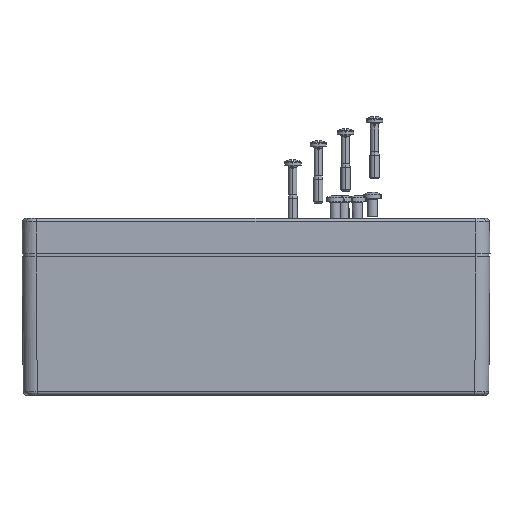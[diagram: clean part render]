
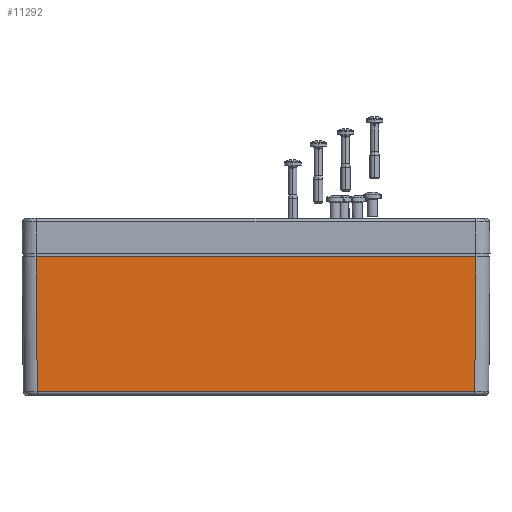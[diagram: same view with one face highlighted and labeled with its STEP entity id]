
A CAD part, top view. The second image highlights one B-rep face of the part: STEP entity #11292.
In plain terms, the highlighted planar face has unit normal (0, -0.009, 1).
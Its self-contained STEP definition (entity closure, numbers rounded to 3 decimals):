
#5579 = VERTEX_POINT ( 'NONE', #17138 ) ;
#8864 = VERTEX_POINT ( 'NONE', #28457 ) ;
#10119 = EDGE_CURVE ( 'NONE', #5579, #8864, #32033, .T. ) ;
#11174 = ORIENTED_EDGE ( 'NONE', *, *, #10119, .T. ) ;
#11207 = ORIENTED_EDGE ( 'NONE', *, *, #11242, .T. ) ;
#11226 = ORIENTED_EDGE ( 'NONE', *, *, #29231, .T. ) ;
#11242 = EDGE_CURVE ( 'NONE', #29479, #5579, #35175, .T. ) ;
#11265 = ORIENTED_EDGE ( 'NONE', *, *, #11266, .T. ) ;
#11266 = EDGE_CURVE ( 'NONE', #8864, #29038, #35219, .T. ) ;
#11276 = EDGE_LOOP ( 'NONE', ( #11265, #11226, #11207, #11174 ) ) ;
#11292 = ADVANCED_FACE ( 'NONE', ( #35239 ), #35245, .T. ) ;
#17138 = CARTESIAN_POINT ( 'NONE',  ( -93.472, -60.513, 59.472 ) ) ;
#28457 = CARTESIAN_POINT ( 'NONE',  ( 93.472, -60.513, 59.472 ) ) ;
#29038 = VERTEX_POINT ( 'NONE', #43737 ) ;
#29231 = EDGE_CURVE ( 'NONE', #29038, #29479, #43778, .T. ) ;
#29479 = VERTEX_POINT ( 'NONE', #43768 ) ;
#32030 = DIRECTION ( 'NONE',  ( 1., 0., 0. ) ) ;
#32031 = VECTOR ( 'NONE', #32030, 1000. ) ;
#32032 = CARTESIAN_POINT ( 'NONE',  ( -100., -60.513, 59.472 ) ) ;
#32033 = LINE ( 'NONE', #32032, #32031 ) ;
#35172 = DIRECTION ( 'NONE',  ( 0.009, -1., -0.009 ) ) ;
#35173 = VECTOR ( 'NONE', #35172, 1000. ) ;
#35174 = CARTESIAN_POINT ( 'NONE',  ( -94.001, 0.052, 60. ) ) ;
#35175 = LINE ( 'NONE', #35174, #35173 ) ;
#35197 = DIRECTION ( 'NONE',  ( 0.009, 1., 0.009 ) ) ;
#35198 = VECTOR ( 'NONE', #35197, 1000. ) ;
#35199 = CARTESIAN_POINT ( 'NONE',  ( 93.985, -1.693, 59.985 ) ) ;
#35219 = LINE ( 'NONE', #35199, #35198 ) ;
#35233 = DIRECTION ( 'NONE',  ( 0., -1., -0.009 ) ) ;
#35234 = DIRECTION ( 'NONE',  ( 0., -0.009, 1. ) ) ;
#35235 = CARTESIAN_POINT ( 'NONE',  ( -100., 0., 60. ) ) ;
#35238 = AXIS2_PLACEMENT_3D ( 'NONE', #35235, #35234, #35233 ) ;
#35239 = FACE_OUTER_BOUND ( 'NONE', #11276, .T. ) ;
#35245 = PLANE ( 'NONE',  #35238 ) ;
#43737 = CARTESIAN_POINT ( 'NONE',  ( 93.974, -3., 59.974 ) ) ;
#43768 = CARTESIAN_POINT ( 'NONE',  ( -93.974, -3., 59.974 ) ) ;
#43775 = DIRECTION ( 'NONE',  ( -1., 0., 0. ) ) ;
#43776 = VECTOR ( 'NONE', #43775, 1000. ) ;
#43777 = CARTESIAN_POINT ( 'NONE',  ( -100., -3., 59.974 ) ) ;
#43778 = LINE ( 'NONE', #43777, #43776 ) ;
